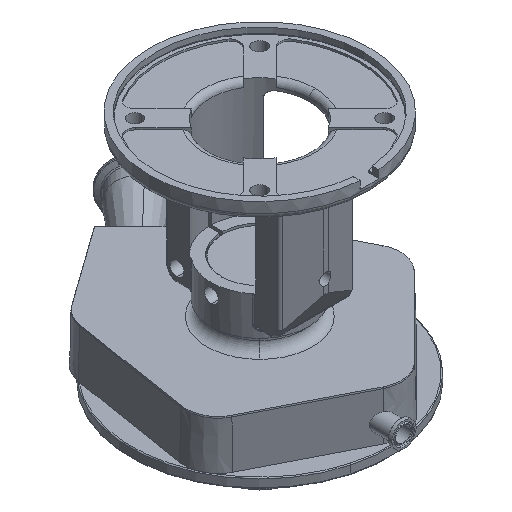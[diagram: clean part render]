
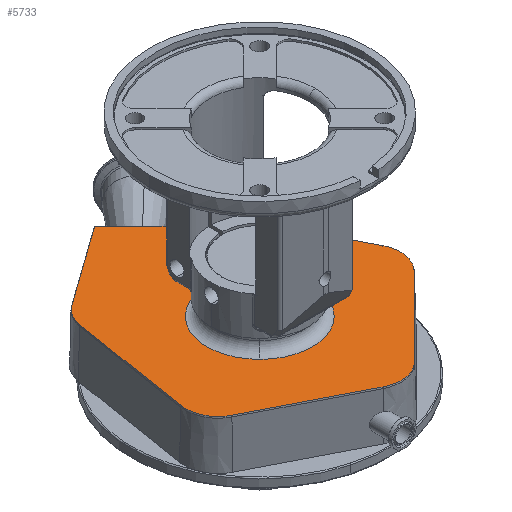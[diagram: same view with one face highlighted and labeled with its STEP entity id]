
A CAD part, isometric view. The second image highlights one B-rep face of the part: STEP entity #5733.
In plain terms, the highlighted planar face has unit normal (0, 0, 1).
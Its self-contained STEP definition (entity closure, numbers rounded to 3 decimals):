
#27 = DIRECTION ( 'NONE',  ( -0.707, -0.707, 0. ) ) ;
#141 = ORIENTED_EDGE ( 'NONE', *, *, #10110, .F. ) ;
#320 = ORIENTED_EDGE ( 'NONE', *, *, #7870, .F. ) ;
#419 = ORIENTED_EDGE ( 'NONE', *, *, #10398, .F. ) ;
#448 = CARTESIAN_POINT ( 'NONE',  ( 38.891, 38.891, -189. ) ) ;
#538 = CARTESIAN_POINT ( 'NONE',  ( -121.714, -39.699, -189. ) ) ;
#540 = CARTESIAN_POINT ( 'NONE',  ( 128.115, -0.322, -189. ) ) ;
#545 = AXIS2_PLACEMENT_3D ( 'NONE', #13212, #2534, #27 ) ;
#559 = DIRECTION ( 'NONE',  ( -0.707, -0.707, 0. ) ) ;
#576 = DIRECTION ( 'NONE',  ( -0.707, 0.707, 0. ) ) ;
#688 = DIRECTION ( 'NONE',  ( -0.707, -0.707, 0. ) ) ;
#835 = VECTOR ( 'NONE', #7874, 1000. ) ;
#996 = CARTESIAN_POINT ( 'NONE',  ( 118.508, 143.284, -189. ) ) ;
#1029 = DIRECTION ( 'NONE',  ( 0.159, 0.987, 0. ) ) ;
#1057 = AXIS2_PLACEMENT_3D ( 'NONE', #2780, #10147, #9085 ) ;
#1058 = ORIENTED_EDGE ( 'NONE', *, *, #5428, .F. ) ;
#1093 = VERTEX_POINT ( 'NONE', #8376 ) ;
#1115 = VERTEX_POINT ( 'NONE', #6627 ) ;
#1146 = LINE ( 'NONE', #5568, #12074 ) ;
#1187 = ORIENTED_EDGE ( 'NONE', *, *, #10177, .F. ) ;
#1223 = EDGE_CURVE ( 'NONE', #13436, #3244, #3342, .T. ) ;
#1244 = AXIS2_PLACEMENT_3D ( 'NONE', #1314, #10772, #3407 ) ;
#1278 = VECTOR ( 'NONE', #3036, 1000. ) ;
#1314 = CARTESIAN_POINT ( 'NONE',  ( 15.737, -98.248, -189. ) ) ;
#1369 = CARTESIAN_POINT ( 'NONE',  ( 0., 0., -189. ) ) ;
#1486 = EDGE_CURVE ( 'NONE', #6770, #1115, #4927, .T. ) ;
#1716 = CARTESIAN_POINT ( 'NONE',  ( -92.04, 104.584, -189. ) ) ;
#1717 = AXIS2_PLACEMENT_3D ( 'NONE', #1369, #5645, #2694 ) ;
#1804 = FACE_OUTER_BOUND ( 'NONE', #13465, .T. ) ;
#1853 = CARTESIAN_POINT ( 'NONE',  ( -3.994, 162.261, -189. ) ) ;
#1885 = CIRCLE ( 'NONE', #8159, 33.406 ) ;
#1944 = VECTOR ( 'NONE', #1029, 1000. ) ;
#2059 = DIRECTION ( 'NONE',  ( 0., 0., -1. ) ) ;
#2111 = LINE ( 'NONE', #996, #4398 ) ;
#2181 = VERTEX_POINT ( 'NONE', #3362 ) ;
#2266 = VERTEX_POINT ( 'NONE', #12998 ) ;
#2315 = ORIENTED_EDGE ( 'NONE', *, *, #7909, .F. ) ;
#2534 = DIRECTION ( 'NONE',  ( 0., 0., -1. ) ) ;
#2694 = DIRECTION ( 'NONE',  ( -0.707, -0.707, 0. ) ) ;
#2742 = CARTESIAN_POINT ( 'NONE',  ( -6.769, 166.14, -189. ) ) ;
#2780 = CARTESIAN_POINT ( 'NONE',  ( -88.734, -45.017, -189. ) ) ;
#2856 = LINE ( 'NONE', #7113, #1944 ) ;
#2943 = CARTESIAN_POINT ( 'NONE',  ( 0.571, -128.013, -189. ) ) ;
#3036 = DIRECTION ( 'NONE',  ( 0.813, 0.582, 0. ) ) ;
#3191 = CARTESIAN_POINT ( 'NONE',  ( 69.909, 114.814, -189. ) ) ;
#3244 = VERTEX_POINT ( 'NONE', #540 ) ;
#3340 = DIRECTION ( 'NONE',  ( 0., 0., -1. ) ) ;
#3342 = LINE ( 'NONE', #11110, #10730 ) ;
#3362 = CARTESIAN_POINT ( 'NONE',  ( -103.9, -74.782, -189. ) ) ;
#3407 = DIRECTION ( 'NONE',  ( -0.707, -0.707, 0. ) ) ;
#3427 = ORIENTED_EDGE ( 'NONE', *, *, #1486, .T. ) ;
#3516 = CIRCLE ( 'NONE', #1057, 33.406 ) ;
#3752 = CARTESIAN_POINT ( 'NONE',  ( -101.399, 86.281, -189. ) ) ;
#3770 = ORIENTED_EDGE ( 'NONE', *, *, #11532, .F. ) ;
#3859 = DIRECTION ( 'NONE',  ( 0., 0., -1. ) ) ;
#4090 = CARTESIAN_POINT ( 'NONE',  ( -116.993, 87.288, -189. ) ) ;
#4112 = VERTEX_POINT ( 'NONE', #2943 ) ;
#4128 = DIRECTION ( 'NONE',  ( -0.707, -0.707, 0. ) ) ;
#4221 = DIRECTION ( 'NONE',  ( -0.966, -0.259, 0. ) ) ;
#4398 = VECTOR ( 'NONE', #4221, 1000. ) ;
#4498 = VECTOR ( 'NONE', #576, 1000. ) ;
#4574 = LINE ( 'NONE', #8837, #835 ) ;
#4674 = ORIENTED_EDGE ( 'NONE', *, *, #1223, .F. ) ;
#4891 = CARTESIAN_POINT ( 'NONE',  ( 123.744, 123.744, -189. ) ) ;
#4927 = LINE ( 'NONE', #5837, #4498 ) ;
#5115 = CARTESIAN_POINT ( 'NONE',  ( -68.419, 80.962, -189. ) ) ;
#5241 = EDGE_CURVE ( 'NONE', #6672, #13436, #12383, .T. ) ;
#5255 = CIRCLE ( 'NONE', #7257, 55. ) ;
#5387 = CARTESIAN_POINT ( 'NONE',  ( -68.419, 80.962, -189. ) ) ;
#5428 = EDGE_CURVE ( 'NONE', #6973, #1093, #1885, .T. ) ;
#5431 = EDGE_CURVE ( 'NONE', #11687, #2266, #5255, .T. ) ;
#5463 = ORIENTED_EDGE ( 'NONE', *, *, #7122, .F. ) ;
#5568 = CARTESIAN_POINT ( 'NONE',  ( 0.571, -128.013, -189. ) ) ;
#5645 = DIRECTION ( 'NONE',  ( 0., 0., 1. ) ) ;
#5733 = ADVANCED_FACE ( 'NONE', ( #7910, #1804 ), #10289, .T. ) ;
#5767 = VERTEX_POINT ( 'NONE', #538 ) ;
#5837 = CARTESIAN_POINT ( 'NONE',  ( 81.317, 81.317, -189. ) ) ;
#5991 = CIRCLE ( 'NONE', #6445, 4.77 ) ;
#6081 = EDGE_CURVE ( 'NONE', #12554, #4112, #7280, .T. ) ;
#6084 = VERTEX_POINT ( 'NONE', #7689 ) ;
#6296 = CARTESIAN_POINT ( 'NONE',  ( 0., 0., -189. ) ) ;
#6360 = DIRECTION ( 'NONE',  ( 0., 0., -1. ) ) ;
#6445 = AXIS2_PLACEMENT_3D ( 'NONE', #1853, #2059, #8368 ) ;
#6617 = EDGE_CURVE ( 'NONE', #6672, #6770, #2111, .T. ) ;
#6627 = CARTESIAN_POINT ( 'NONE',  ( -4.38, 167.015, -189. ) ) ;
#6672 = VERTEX_POINT ( 'NONE', #10243 ) ;
#6768 = CARTESIAN_POINT ( 'NONE',  ( 40.305, 122.329, -189. ) ) ;
#6770 = VERTEX_POINT ( 'NONE', #6768 ) ;
#6973 = VERTEX_POINT ( 'NONE', #1716 ) ;
#7057 = CIRCLE ( 'NONE', #7299, 33.406 ) ;
#7113 = CARTESIAN_POINT ( 'NONE',  ( -127.433, -75.16, -189. ) ) ;
#7122 = EDGE_CURVE ( 'NONE', #12575, #1115, #5991, .T. ) ;
#7257 = AXIS2_PLACEMENT_3D ( 'NONE', #6296, #12654, #13831 ) ;
#7280 = CIRCLE ( 'NONE', #1244, 33.406 ) ;
#7299 = AXIS2_PLACEMENT_3D ( 'NONE', #10903, #3340, #8784 ) ;
#7433 = ORIENTED_EDGE ( 'NONE', *, *, #12065, .F. ) ;
#7448 = ORIENTED_EDGE ( 'NONE', *, *, #6081, .F. ) ;
#7689 = CARTESIAN_POINT ( 'NONE',  ( 121.965, -38.974, -189. ) ) ;
#7870 = EDGE_CURVE ( 'NONE', #2181, #5767, #3516, .T. ) ;
#7874 = DIRECTION ( 'NONE',  ( -0.706, -0.708, 0. ) ) ;
#7909 = EDGE_CURVE ( 'NONE', #5767, #10142, #2856, .T. ) ;
#7910 = FACE_BOUND ( 'NONE', #10964, .T. ) ;
#7928 = CIRCLE ( 'NONE', #13696, 33.406 ) ;
#8134 = ORIENTED_EDGE ( 'NONE', *, *, #5241, .F. ) ;
#8159 = AXIS2_PLACEMENT_3D ( 'NONE', #5387, #6360, #4128 ) ;
#8368 = DIRECTION ( 'NONE',  ( -0.707, -0.707, 0. ) ) ;
#8376 = CARTESIAN_POINT ( 'NONE',  ( -87.855, 108.132, -189. ) ) ;
#8784 = DIRECTION ( 'NONE',  ( -0.707, -0.707, 0. ) ) ;
#8837 = CARTESIAN_POINT ( 'NONE',  ( 39.4, -121.828, -189. ) ) ;
#9085 = DIRECTION ( 'NONE',  ( -0.707, -0.707, 0. ) ) ;
#9160 = DIRECTION ( 'NONE',  ( 0., 0., 1. ) ) ;
#9848 = DIRECTION ( 'NONE',  ( -0.891, 0.454, 0. ) ) ;
#10110 = EDGE_CURVE ( 'NONE', #2266, #11687, #13771, .T. ) ;
#10142 = VERTEX_POINT ( 'NONE', #3752 ) ;
#10147 = DIRECTION ( 'NONE',  ( 0., 0., -1. ) ) ;
#10177 = EDGE_CURVE ( 'NONE', #1093, #12575, #13388, .T. ) ;
#10243 = CARTESIAN_POINT ( 'NONE',  ( 58.944, 127.324, -189. ) ) ;
#10289 = PLANE ( 'NONE',  #11518 ) ;
#10398 = EDGE_CURVE ( 'NONE', #6084, #12554, #4574, .T. ) ;
#10730 = VECTOR ( 'NONE', #11945, 1000. ) ;
#10772 = DIRECTION ( 'NONE',  ( 0., 0., -1. ) ) ;
#10903 = CARTESIAN_POINT ( 'NONE',  ( 98.302, -15.394, -189. ) ) ;
#10964 = EDGE_LOOP ( 'NONE', ( #141, #13652 ) ) ;
#11110 = CARTESIAN_POINT ( 'NONE',  ( 144.669, -33.067, -189. ) ) ;
#11518 = AXIS2_PLACEMENT_3D ( 'NONE', #4891, #9160, #688 ) ;
#11532 = EDGE_CURVE ( 'NONE', #4112, #2181, #1146, .T. ) ;
#11687 = VERTEX_POINT ( 'NONE', #448 ) ;
#11916 = ORIENTED_EDGE ( 'NONE', *, *, #13295, .F. ) ;
#11945 = DIRECTION ( 'NONE',  ( 0.451, -0.892, 0. ) ) ;
#12065 = EDGE_CURVE ( 'NONE', #10142, #6973, #7928, .T. ) ;
#12074 = VECTOR ( 'NONE', #9848, 1000. ) ;
#12313 = CARTESIAN_POINT ( 'NONE',  ( 39.4, -121.828, -189. ) ) ;
#12383 = CIRCLE ( 'NONE', #545, 33.406 ) ;
#12554 = VERTEX_POINT ( 'NONE', #12313 ) ;
#12575 = VERTEX_POINT ( 'NONE', #2742 ) ;
#12654 = DIRECTION ( 'NONE',  ( 0., 0., 1. ) ) ;
#12738 = ORIENTED_EDGE ( 'NONE', *, *, #6617, .T. ) ;
#12998 = CARTESIAN_POINT ( 'NONE',  ( -38.891, -38.891, -189. ) ) ;
#13212 = CARTESIAN_POINT ( 'NONE',  ( 40.096, 99.742, -189. ) ) ;
#13295 = EDGE_CURVE ( 'NONE', #3244, #6084, #7057, .T. ) ;
#13388 = LINE ( 'NONE', #4090, #1278 ) ;
#13436 = VERTEX_POINT ( 'NONE', #3191 ) ;
#13465 = EDGE_LOOP ( 'NONE', ( #8134, #12738, #3427, #5463, #1187, #1058, #7433, #2315, #320, #3770, #7448, #419, #11916, #4674 ) ) ;
#13652 = ORIENTED_EDGE ( 'NONE', *, *, #5431, .F. ) ;
#13696 = AXIS2_PLACEMENT_3D ( 'NONE', #5115, #3859, #559 ) ;
#13771 = CIRCLE ( 'NONE', #1717, 55. ) ;
#13831 = DIRECTION ( 'NONE',  ( -0.707, -0.707, 0. ) ) ;
